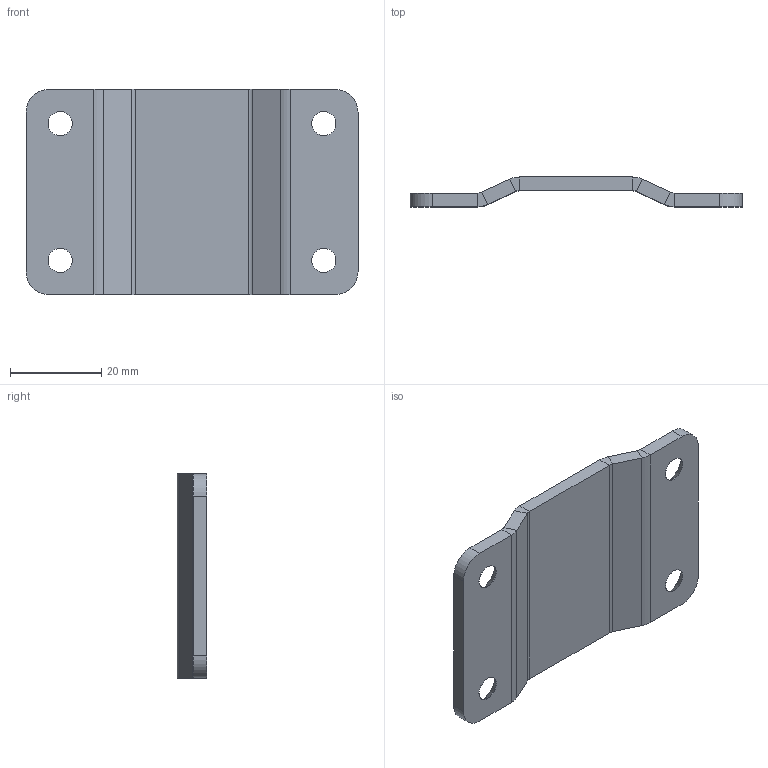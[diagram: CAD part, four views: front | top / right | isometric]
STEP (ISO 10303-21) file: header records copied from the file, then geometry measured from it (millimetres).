
FILE_DESCRIPTION (( 'STEP AP203' ), '1' );
FILE_NAME ('T66300.STEP', '2018-08-22T07:34:13', ( '' ), ( '' ), 'SwSTEP 2.0', 'SolidWorks 2016', '' );
FILE_SCHEMA (( 'CONFIG_CONTROL_DESIGN' ));
Length unit declared in the file: millimetre
Products named in the file (1): T66300
Bounding box: 72.8 x 6.53 x 45 mm (x, y, z)
Volume: 9299.8 mm3; surface area: 7284.6 mm2
Topology: 1 solids, 1 shells, 58 faces, 128 edges, 72 vertices
Faces by surface type: plane 30, cylinder 20, cone 8
Entity records: 1653 total; most frequent: DIRECTION 294, CARTESIAN_POINT 259, ORIENTED_EDGE 256, EDGE_CURVE 128, AXIS2_PLACEMENT_3D 107, LINE 80, VECTOR 80, VERTEX_POINT 72
